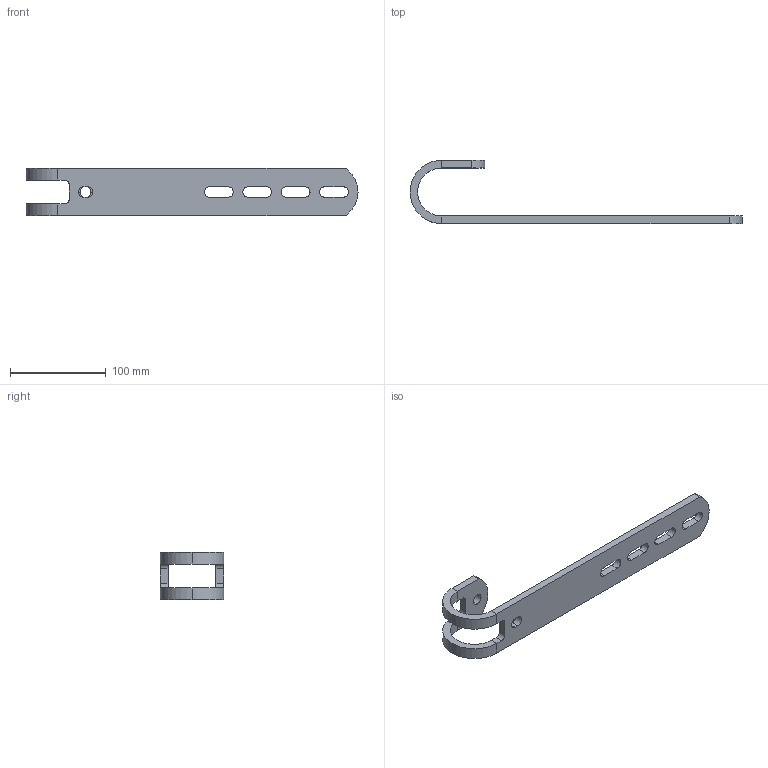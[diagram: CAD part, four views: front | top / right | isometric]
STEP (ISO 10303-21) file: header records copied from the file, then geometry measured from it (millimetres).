
FILE_DESCRIPTION (( 'STEP AP214' ), '1' );
FILE_NAME ('0929440103.STEP', '2024-05-02T06:59:11', ( '' ), ( '' ), 'SwSTEP 2.0', 'SolidWorks 2022', '' );
FILE_SCHEMA (( 'AUTOMOTIVE_DESIGN' ));
Length unit declared in the file: millimetre
Products named in the file (1): 0929440103
Bounding box: 346 x 66 x 50 mm (x, y, z)
Volume: 141939.5 mm3; surface area: 48311.3 mm2
Topology: 1 solids, 1 shells, 54 faces, 146 edges, 92 vertices
Faces by surface type: plane 28, cylinder 26
Entity records: 1756 total; most frequent: DIRECTION 308, CARTESIAN_POINT 293, ORIENTED_EDGE 292, EDGE_CURVE 146, AXIS2_PLACEMENT_3D 107, VECTOR 94, LINE 94, VERTEX_POINT 92
